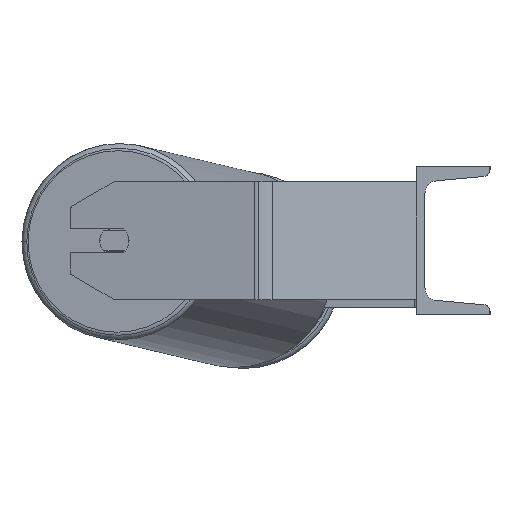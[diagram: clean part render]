
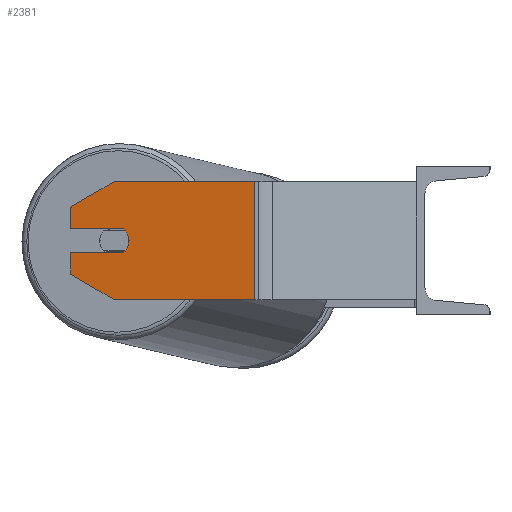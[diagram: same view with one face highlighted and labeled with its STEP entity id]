
A CAD part, left-side view. The second image highlights one B-rep face of the part: STEP entity #2381.
In plain terms, the highlighted planar face has unit normal (-0.985, 0.174, 0).
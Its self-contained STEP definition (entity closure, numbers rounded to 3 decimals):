
#6 = CARTESIAN_POINT ( 'NONE',  ( -739.205, 204.338, 0. ) ) ;
#83 = VECTOR ( 'NONE', #5176, 1000. ) ;
#207 = ORIENTED_EDGE ( 'NONE', *, *, #8853, .T. ) ;
#242 = DIRECTION ( 'NONE',  ( 0.985, -0.174, 0. ) ) ;
#246 = ORIENTED_EDGE ( 'NONE', *, *, #5026, .F. ) ;
#535 = ORIENTED_EDGE ( 'NONE', *, *, #7284, .T. ) ;
#595 = ORIENTED_EDGE ( 'NONE', *, *, #6645, .F. ) ;
#898 = DIRECTION ( 'NONE',  ( -0.174, -0.985, 0. ) ) ;
#927 = FACE_OUTER_BOUND ( 'NONE', #7371, .T. ) ;
#981 = DIRECTION ( 'NONE',  ( -0.174, -0.985, 0. ) ) ;
#1015 = CARTESIAN_POINT ( 'NONE',  ( -733.995, 233.882, -22.679 ) ) ;
#1088 = EDGE_CURVE ( 'NONE', #1718, #5008, #2388, .T. ) ;
#1328 = VERTEX_POINT ( 'NONE', #5763 ) ;
#1422 = VECTOR ( 'NONE', #6975, 1000. ) ;
#1509 = ORIENTED_EDGE ( 'NONE', *, *, #7057, .T. ) ;
#1718 = VERTEX_POINT ( 'NONE', #8353 ) ;
#1756 = VECTOR ( 'NONE', #8556, 1000. ) ;
#1810 = CARTESIAN_POINT ( 'NONE',  ( -740.941, 194.489, 0. ) ) ;
#1915 = VERTEX_POINT ( 'NONE', #3904 ) ;
#1960 = LINE ( 'NONE', #7681, #1422 ) ;
#1994 = VERTEX_POINT ( 'NONE', #7429 ) ;
#2168 = DIRECTION ( 'NONE',  ( 0., 0., -1. ) ) ;
#2249 = ORIENTED_EDGE ( 'NONE', *, *, #1088, .F. ) ;
#2300 = CARTESIAN_POINT ( 'NONE',  ( -733.995, 233.882, 40. ) ) ;
#2322 = DIRECTION ( 'NONE',  ( -0.985, 0.174, 0. ) ) ;
#2381 = ADVANCED_FACE ( 'NONE', ( #927 ), #3760, .F. ) ;
#2388 = LINE ( 'NONE', #2300, #83 ) ;
#2392 = EDGE_CURVE ( 'NONE', #1915, #7496, #6845, .T. ) ;
#2489 = LINE ( 'NONE', #6166, #8194 ) ;
#3243 = EDGE_CURVE ( 'NONE', #6997, #5455, #5681, .T. ) ;
#3334 = DIRECTION ( 'NONE',  ( -0.174, -0.985, 0. ) ) ;
#3437 = DIRECTION ( 'NONE',  ( 0., 0., -1. ) ) ;
#3522 = DIRECTION ( 'NONE',  ( -0.174, -0.985, 0. ) ) ;
#3530 = AXIS2_PLACEMENT_3D ( 'NONE', #7936, #2322, #981 ) ;
#3646 = VERTEX_POINT ( 'NONE', #1810 ) ;
#3653 = DIRECTION ( 'NONE',  ( 0.174, 0.985, 0. ) ) ;
#3682 = ORIENTED_EDGE ( 'NONE', *, *, #2392, .F. ) ;
#3760 = PLANE ( 'NONE',  #4499 ) ;
#3894 = CARTESIAN_POINT ( 'NONE',  ( -740.247, 198.429, -8. ) ) ;
#3904 = CARTESIAN_POINT ( 'NONE',  ( -733.995, 233.882, -8. ) ) ;
#3967 = CIRCLE ( 'NONE', #3530, 10. ) ;
#4028 = ORIENTED_EDGE ( 'NONE', *, *, #3243, .T. ) ;
#4255 = VECTOR ( 'NONE', #898, 1000. ) ;
#4293 = CARTESIAN_POINT ( 'NONE',  ( -733.995, 233.882, 8. ) ) ;
#4499 = AXIS2_PLACEMENT_3D ( 'NONE', #6575, #242, #5876 ) ;
#4600 = EDGE_CURVE ( 'NONE', #5008, #1328, #1960, .T. ) ;
#4816 = CARTESIAN_POINT ( 'NONE',  ( -733.995, 233.882, 40. ) ) ;
#4875 = CARTESIAN_POINT ( 'NONE',  ( -733.995, 233.882, 22.679 ) ) ;
#4896 = DIRECTION ( 'NONE',  ( -0.985, 0.174, 0. ) ) ;
#4967 = VECTOR ( 'NONE', #2168, 1000. ) ;
#4991 = VECTOR ( 'NONE', #3653, 1000. ) ;
#5008 = VERTEX_POINT ( 'NONE', #7784 ) ;
#5026 = EDGE_CURVE ( 'NONE', #3646, #9115, #7925, .T. ) ;
#5109 = AXIS2_PLACEMENT_3D ( 'NONE', #6, #4896, #3522 ) ;
#5156 = VECTOR ( 'NONE', #3437, 1000. ) ;
#5176 = DIRECTION ( 'NONE',  ( -0.174, -0.985, 0. ) ) ;
#5455 = VERTEX_POINT ( 'NONE', #6682 ) ;
#5527 = VECTOR ( 'NONE', #3334, 1000. ) ;
#5659 = LINE ( 'NONE', #4875, #1756 ) ;
#5681 = LINE ( 'NONE', #8522, #4967 ) ;
#5763 = CARTESIAN_POINT ( 'NONE',  ( -755.932, 109.472, -40. ) ) ;
#5876 = DIRECTION ( 'NONE',  ( 0.174, 0.985, 0. ) ) ;
#5928 = CARTESIAN_POINT ( 'NONE',  ( -740.247, 198.429, 8. ) ) ;
#6166 = CARTESIAN_POINT ( 'NONE',  ( -739.205, 204.338, -40. ) ) ;
#6187 = ORIENTED_EDGE ( 'NONE', *, *, #7322, .F. ) ;
#6228 = VERTEX_POINT ( 'NONE', #1015 ) ;
#6575 = CARTESIAN_POINT ( 'NONE',  ( -733.995, 233.882, 40. ) ) ;
#6645 = EDGE_CURVE ( 'NONE', #9115, #5455, #7172, .T. ) ;
#6682 = CARTESIAN_POINT ( 'NONE',  ( -733.995, 233.882, 8. ) ) ;
#6684 = CARTESIAN_POINT ( 'NONE',  ( -733.995, 233.882, -40. ) ) ;
#6845 = LINE ( 'NONE', #8842, #5527 ) ;
#6884 = EDGE_CURVE ( 'NONE', #1718, #6997, #5659, .T. ) ;
#6975 = DIRECTION ( 'NONE',  ( 0., 0., -1. ) ) ;
#6997 = VERTEX_POINT ( 'NONE', #8634 ) ;
#7057 = EDGE_CURVE ( 'NONE', #1994, #1328, #7256, .T. ) ;
#7172 = LINE ( 'NONE', #4293, #4991 ) ;
#7256 = LINE ( 'NONE', #6684, #4255 ) ;
#7284 = EDGE_CURVE ( 'NONE', #1915, #6228, #7847, .T. ) ;
#7322 = EDGE_CURVE ( 'NONE', #7496, #3646, #3967, .T. ) ;
#7371 = EDGE_LOOP ( 'NONE', ( #535, #207, #1509, #7938, #2249, #8116, #4028, #595, #246, #6187, #3682 ) ) ;
#7429 = CARTESIAN_POINT ( 'NONE',  ( -739.205, 204.338, -40. ) ) ;
#7496 = VERTEX_POINT ( 'NONE', #3894 ) ;
#7681 = CARTESIAN_POINT ( 'NONE',  ( -755.932, 109.472, 40. ) ) ;
#7784 = CARTESIAN_POINT ( 'NONE',  ( -755.932, 109.472, 40. ) ) ;
#7847 = LINE ( 'NONE', #4816, #5156 ) ;
#7925 = CIRCLE ( 'NONE', #5109, 10. ) ;
#7936 = CARTESIAN_POINT ( 'NONE',  ( -739.205, 204.338, 0. ) ) ;
#7938 = ORIENTED_EDGE ( 'NONE', *, *, #4600, .F. ) ;
#8116 = ORIENTED_EDGE ( 'NONE', *, *, #6884, .T. ) ;
#8194 = VECTOR ( 'NONE', #8960, 1000. ) ;
#8353 = CARTESIAN_POINT ( 'NONE',  ( -739.205, 204.338, 40. ) ) ;
#8522 = CARTESIAN_POINT ( 'NONE',  ( -733.995, 233.882, 40. ) ) ;
#8556 = DIRECTION ( 'NONE',  ( 0.15, 0.853, -0.5 ) ) ;
#8634 = CARTESIAN_POINT ( 'NONE',  ( -733.995, 233.882, 22.679 ) ) ;
#8842 = CARTESIAN_POINT ( 'NONE',  ( -740.247, 198.429, -8. ) ) ;
#8853 = EDGE_CURVE ( 'NONE', #6228, #1994, #2489, .T. ) ;
#8960 = DIRECTION ( 'NONE',  ( -0.15, -0.853, -0.5 ) ) ;
#9115 = VERTEX_POINT ( 'NONE', #5928 ) ;
